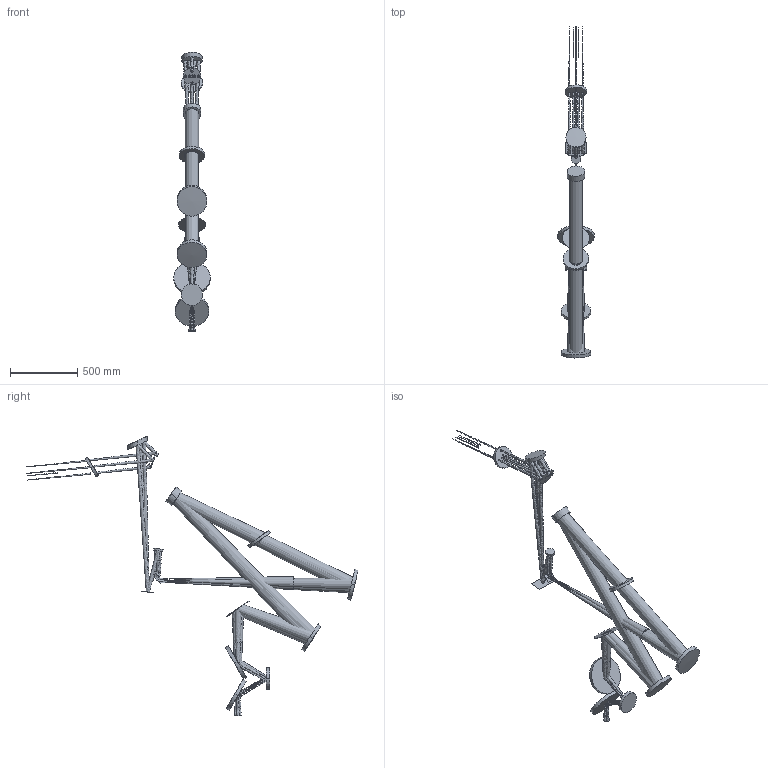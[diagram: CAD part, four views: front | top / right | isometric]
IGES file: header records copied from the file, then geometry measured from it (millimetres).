
Global section: file name: KNGAO_100mmpupil_120arcsecRelay_100218_v1_configs_config0002.IGS; native system: HarmonyWare Translators; preprocessor: HarmonyWare IGES v1.7.2; date: 20100219.072053; units: millimetre
Bounding box: 270 x 2461.99 x 2073.08 mm (x, y, z)
Volume: 158718187.7 mm3; surface area: 9616800.9 mm2
Topology: 170 solids, 170 shells, 2695 faces, 7698 edges, 2854 vertices
Faces by surface type: bspline 2695
